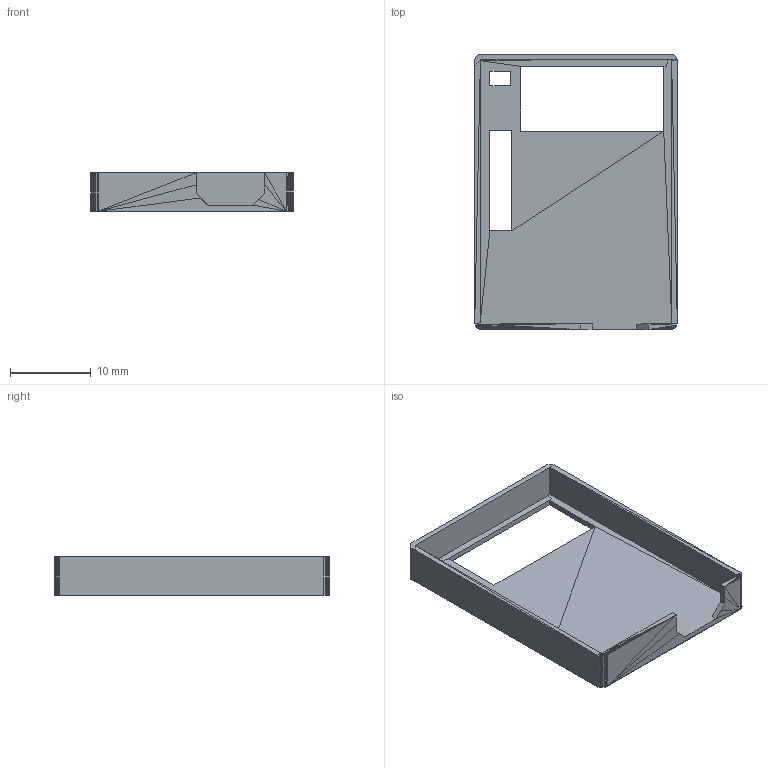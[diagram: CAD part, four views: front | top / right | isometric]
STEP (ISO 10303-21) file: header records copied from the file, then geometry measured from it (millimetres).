
FILE_DESCRIPTION(/* description */ (''),/* implementation_level */ '2;1');
FILE_NAME(/* name */ 'pmm_mount_cap.step',/* time_stamp */ '2021-08-28T12:16:01-04:00',/* author */ (''),/* organization */ (''),/* preprocessor_version */ 'ST-DEVELOPER v18.1',/* originating_system */ 'Autodesk Translation Framework v10.10.0.1391',/* authorisation */ '');
FILE_SCHEMA (('AUTOMOTIVE_DESIGN { 1 0 10303 214 3 1 1 }'));
Length unit declared in the file: millimetre
Products named in the file (1): plate_copy3_focus1 Copy
Bounding box: 25.17 x 34.21 x 4.8 mm (x, y, z)
Volume: 780.2 mm3; surface area: 2384.7 mm2
Topology: 1 solids, 1 shells, 170 faces, 324 edges, 150 vertices
Faces by surface type: plane 170
Entity records: 3978 total; most frequent: DIRECTION 667, ORIENTED_EDGE 650, CARTESIAN_POINT 646, LINE 325, VECTOR 325, EDGE_CURVE 325, EDGE_LOOP 171, AXIS2_PLACEMENT_3D 171
